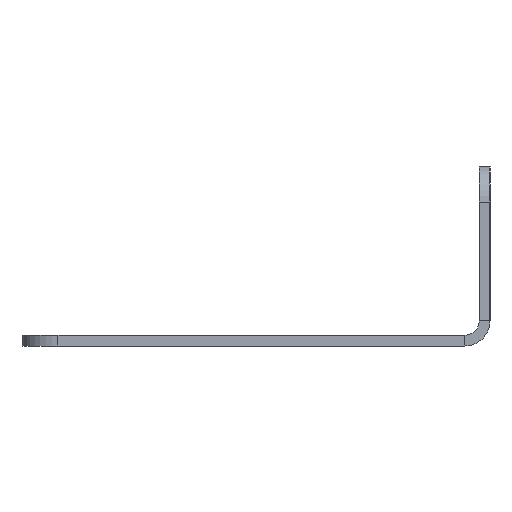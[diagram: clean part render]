
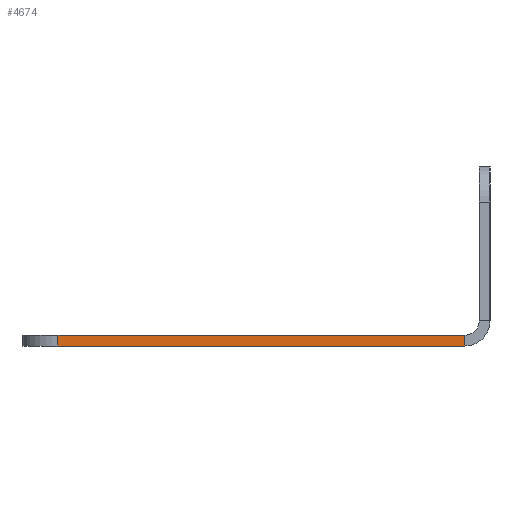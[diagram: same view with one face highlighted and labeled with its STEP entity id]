
A CAD part, left-side view. The second image highlights one B-rep face of the part: STEP entity #4674.
In plain terms, the highlighted planar face has unit normal (-1, 0, 0).
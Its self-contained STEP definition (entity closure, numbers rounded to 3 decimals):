
#111 = CARTESIAN_POINT ( 'NONE',  ( -100., 3.5, 1.5 ) ) ;
#192 = ORIENTED_EDGE ( 'NONE', *, *, #5322, .T. ) ;
#873 = CARTESIAN_POINT ( 'NONE',  ( -100., 60., 1.5 ) ) ;
#2380 = VERTEX_POINT ( 'NONE', #111 ) ;
#2564 = CARTESIAN_POINT ( 'NONE',  ( -100., 0., 0. ) ) ;
#2623 = PLANE ( 'NONE',  #6185 ) ;
#2804 = VECTOR ( 'NONE', #6320, 1000. ) ;
#3001 = LINE ( 'NONE', #6287, #2804 ) ;
#3149 = DIRECTION ( 'NONE',  ( 0., -1., 0. ) ) ;
#3289 = VECTOR ( 'NONE', #5162, 1000. ) ;
#3386 = VECTOR ( 'NONE', #5498, 1000. ) ;
#3494 = EDGE_LOOP ( 'NONE', ( #3710, #6112, #192, #4475 ) ) ;
#3683 = DIRECTION ( 'NONE',  ( -1., 0., 0. ) ) ;
#3710 = ORIENTED_EDGE ( 'NONE', *, *, #6177, .F. ) ;
#3720 = DIRECTION ( 'NONE',  ( 0., 0., 1. ) ) ;
#4347 = LINE ( 'NONE', #2564, #6329 ) ;
#4475 = ORIENTED_EDGE ( 'NONE', *, *, #6137, .T. ) ;
#4496 = LINE ( 'NONE', #5540, #3386 ) ;
#4605 = VERTEX_POINT ( 'NONE', #4812 ) ;
#4674 = ADVANCED_FACE ( 'NONE', ( #6439 ), #2623, .T. ) ;
#4812 = CARTESIAN_POINT ( 'NONE',  ( -100., 60., 0. ) ) ;
#5162 = DIRECTION ( 'NONE',  ( 0., 0., 1. ) ) ;
#5322 = EDGE_CURVE ( 'NONE', #4605, #6194, #4347, .T. ) ;
#5498 = DIRECTION ( 'NONE',  ( 0., 0., -1. ) ) ;
#5540 = CARTESIAN_POINT ( 'NONE',  ( -100., 60., 3.5 ) ) ;
#5577 = VERTEX_POINT ( 'NONE', #873 ) ;
#5720 = CARTESIAN_POINT ( 'NONE',  ( -100., 3.5, 0. ) ) ;
#5749 = LINE ( 'NONE', #6427, #3289 ) ;
#6112 = ORIENTED_EDGE ( 'NONE', *, *, #6441, .T. ) ;
#6137 = EDGE_CURVE ( 'NONE', #6194, #2380, #5749, .T. ) ;
#6177 = EDGE_CURVE ( 'NONE', #5577, #2380, #3001, .T. ) ;
#6185 = AXIS2_PLACEMENT_3D ( 'NONE', #6478, #3683, #3720 ) ;
#6194 = VERTEX_POINT ( 'NONE', #5720 ) ;
#6287 = CARTESIAN_POINT ( 'NONE',  ( -100., 0., 1.5 ) ) ;
#6320 = DIRECTION ( 'NONE',  ( 0., -1., 0. ) ) ;
#6329 = VECTOR ( 'NONE', #3149, 1000. ) ;
#6427 = CARTESIAN_POINT ( 'NONE',  ( -100., 3.5, 0. ) ) ;
#6439 = FACE_OUTER_BOUND ( 'NONE', #3494, .T. ) ;
#6441 = EDGE_CURVE ( 'NONE', #5577, #4605, #4496, .T. ) ;
#6478 = CARTESIAN_POINT ( 'NONE',  ( -100., 1.5, 3.5 ) ) ;
